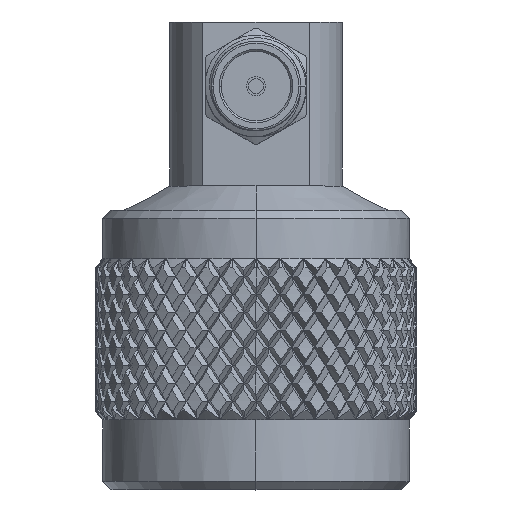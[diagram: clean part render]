
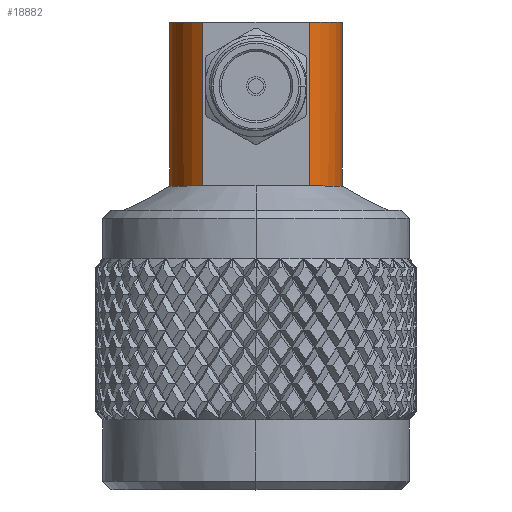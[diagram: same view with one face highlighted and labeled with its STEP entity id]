
A CAD part, top view. The second image highlights one B-rep face of the part: STEP entity #18882.
In plain terms, the highlighted cylindrical face has radius 5.395 mm (diameter 10.79 mm), a partial arc.
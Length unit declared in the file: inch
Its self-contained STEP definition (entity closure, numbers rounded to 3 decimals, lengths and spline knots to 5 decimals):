
#5557 = VERTEX_POINT ( 'NONE', #41616 ) ;
#8935 = AXIS2_PLACEMENT_3D ( 'NONE', #80488, #31073, #30138 ) ;
#9724 = CIRCLE ( 'NONE', #90794, 0.21241 ) ;
#10161 = VERTEX_POINT ( 'NONE', #46483 ) ;
#11963 = AXIS2_PLACEMENT_3D ( 'NONE', #23798, #45256, #16699 ) ;
#16699 = DIRECTION ( 'NONE',  ( 0., 0., 1. ) ) ;
#18882 = ADVANCED_FACE ( 'NONE', ( #62458 ), #49116, .T. ) ;
#19266 = ORIENTED_EDGE ( 'NONE', *, *, #90353, .T. ) ;
#20435 = VECTOR ( 'NONE', #79807, 39.37008 ) ;
#20711 = ORIENTED_EDGE ( 'NONE', *, *, #58425, .T. ) ;
#21206 = DIRECTION ( 'NONE',  ( 0., 0., 1. ) ) ;
#22841 = CARTESIAN_POINT ( 'NONE',  ( 0.46208, 0.13037, 0.16769 ) ) ;
#23798 = CARTESIAN_POINT ( 'NONE',  ( 0.46208, 0., 0. ) ) ;
#23968 = EDGE_CURVE ( 'NONE', #27361, #10161, #9724, .T. ) ;
#25442 = CARTESIAN_POINT ( 'NONE',  ( -5.70743, 0., 0. ) ) ;
#27361 = VERTEX_POINT ( 'NONE', #70491 ) ;
#29292 = CARTESIAN_POINT ( 'NONE',  ( 0.05962, 0., 0. ) ) ;
#30138 = DIRECTION ( 'NONE',  ( 0., 0., 1. ) ) ;
#31073 = DIRECTION ( 'NONE',  ( -1., 0., 0. ) ) ;
#33469 = DIRECTION ( 'NONE',  ( 0., 0., 1. ) ) ;
#36199 = LINE ( 'NONE', #47326, #90770 ) ;
#40455 = DIRECTION ( 'NONE',  ( 1., 0., 0. ) ) ;
#41616 = CARTESIAN_POINT ( 'NONE',  ( 0.46208, -0.13037, 0.16769 ) ) ;
#42069 = ORIENTED_EDGE ( 'NONE', *, *, #52762, .F. ) ;
#45256 = DIRECTION ( 'NONE',  ( -1., 0., 0. ) ) ;
#46483 = CARTESIAN_POINT ( 'NONE',  ( 0.05962, -0.13037, 0.16769 ) ) ;
#47326 = CARTESIAN_POINT ( 'NONE',  ( 0.05962, 0.13037, 0.16769 ) ) ;
#47800 = DIRECTION ( 'NONE',  ( -1., 0., 0. ) ) ;
#49116 = CYLINDRICAL_SURFACE ( 'NONE', #68191, 0.21241 ) ;
#52762 = EDGE_CURVE ( 'NONE', #10161, #5557, #77127, .T. ) ;
#56433 = VERTEX_POINT ( 'NONE', #22841 ) ;
#56947 = CIRCLE ( 'NONE', #8935, 0.21241 ) ;
#58425 = EDGE_CURVE ( 'NONE', #56433, #5557, #77323, .T. ) ;
#61246 = EDGE_CURVE ( 'NONE', #76160, #27361, #56947, .T. ) ;
#62458 = FACE_OUTER_BOUND ( 'NONE', #83071, .T. ) ;
#63814 = DIRECTION ( 'NONE',  ( -1., 0., 0. ) ) ;
#64525 = ORIENTED_EDGE ( 'NONE', *, *, #61246, .F. ) ;
#68191 = AXIS2_PLACEMENT_3D ( 'NONE', #25442, #47800, #33469 ) ;
#70491 = CARTESIAN_POINT ( 'NONE',  ( 0.05962, 0., -0.21241 ) ) ;
#72109 = CARTESIAN_POINT ( 'NONE',  ( 0.05962, 0.13037, 0.16769 ) ) ;
#73853 = CARTESIAN_POINT ( 'NONE',  ( 0.05962, -0.13037, 0.16769 ) ) ;
#76160 = VERTEX_POINT ( 'NONE', #72109 ) ;
#77127 = LINE ( 'NONE', #73853, #20435 ) ;
#77323 = CIRCLE ( 'NONE', #11963, 0.21241 ) ;
#79807 = DIRECTION ( 'NONE',  ( 1., 0., 0. ) ) ;
#80488 = CARTESIAN_POINT ( 'NONE',  ( 0.05962, 0., 0. ) ) ;
#83071 = EDGE_LOOP ( 'NONE', ( #20711, #42069, #85465, #64525, #19266 ) ) ;
#85465 = ORIENTED_EDGE ( 'NONE', *, *, #23968, .F. ) ;
#90353 = EDGE_CURVE ( 'NONE', #76160, #56433, #36199, .T. ) ;
#90770 = VECTOR ( 'NONE', #40455, 39.37008 ) ;
#90794 = AXIS2_PLACEMENT_3D ( 'NONE', #29292, #63814, #21206 ) ;
